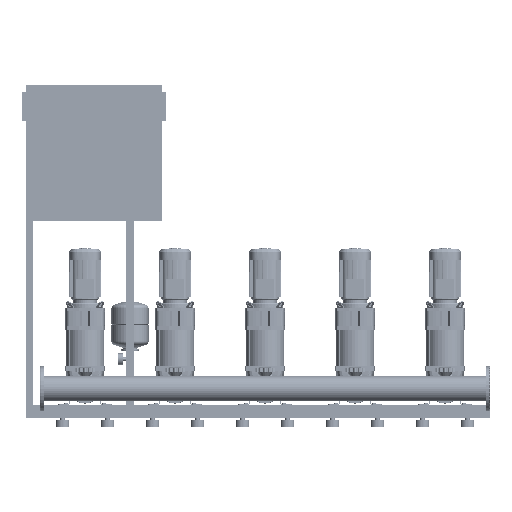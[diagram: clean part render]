
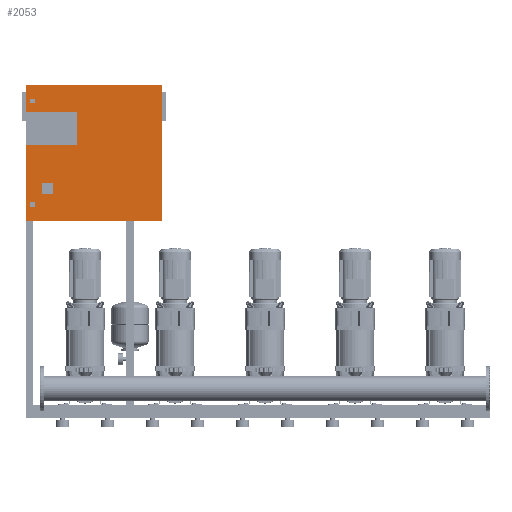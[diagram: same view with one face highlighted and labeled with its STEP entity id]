
A CAD part, front view. The second image highlights one B-rep face of the part: STEP entity #2053.
In plain terms, the highlighted planar face has unit normal (0, -1, 0).
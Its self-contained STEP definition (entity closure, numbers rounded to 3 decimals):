
#730=CARTESIAN_POINT('',(680.0,-80.0,1905.0));
#731=VERTEX_POINT('',#730);
#738=CARTESIAN_POINT('',(680.0,-80.,1145.0));
#739=VERTEX_POINT('',#738);
#740=CARTESIAN_POINT('',(680.0,-80.0,1905.0));
#741=DIRECTION('',(0.0,0.0,-1.0));
#742=VECTOR('',#741,760.0);
#743=LINE('',#740,#742);
#744=EDGE_CURVE('',#731,#739,#743,.T.);
#921=CARTESIAN_POINT('',(-30.,-80.,1825.0));
#922=VERTEX_POINT('',#921);
#929=CARTESIAN_POINT('',(-55.,-80.,1825.0));
#930=VERTEX_POINT('',#929);
#931=CARTESIAN_POINT('',(-55.,-80.,1825.0));
#932=DIRECTION('',(1.0,0.0,0.0));
#933=VECTOR('',#932,25.0);
#934=LINE('',#931,#933);
#935=EDGE_CURVE('',#930,#922,#934,.T.);
#953=CARTESIAN_POINT('',(-55.0,-80.,1800.0));
#954=VERTEX_POINT('',#953);
#955=CARTESIAN_POINT('',(-55.0,-80.,1800.0));
#956=DIRECTION('',(0.0,0.0,1.0));
#957=VECTOR('',#956,25.0);
#958=LINE('',#955,#957);
#959=EDGE_CURVE('',#954,#930,#958,.T.);
#977=CARTESIAN_POINT('',(-30.,-80.,1800.0));
#978=VERTEX_POINT('',#977);
#979=CARTESIAN_POINT('',(-30.,-80.,1800.0));
#980=DIRECTION('',(-1.0,0.0,0.0));
#981=VECTOR('',#980,25.);
#982=LINE('',#979,#981);
#983=EDGE_CURVE('',#978,#954,#982,.T.);
#1001=CARTESIAN_POINT('',(-30.,-80.,1825.0));
#1002=DIRECTION('',(0.0,0.0,-1.0));
#1003=VECTOR('',#1002,25.0);
#1004=LINE('',#1001,#1003);
#1005=EDGE_CURVE('',#922,#978,#1004,.T.);
#1026=CARTESIAN_POINT('',(-30.,-80.,1225.0));
#1027=VERTEX_POINT('',#1026);
#1034=CARTESIAN_POINT('',(-30.,-80.,1250.0));
#1035=VERTEX_POINT('',#1034);
#1036=CARTESIAN_POINT('',(-30.,-80.,1250.0));
#1037=DIRECTION('',(0.0,0.0,-1.0));
#1038=VECTOR('',#1037,25.0);
#1039=LINE('',#1036,#1038);
#1040=EDGE_CURVE('',#1035,#1027,#1039,.T.);
#1064=CARTESIAN_POINT('',(-55.,-80.,1225.0));
#1065=VERTEX_POINT('',#1064);
#1072=CARTESIAN_POINT('',(-30.,-80.,1225.0));
#1073=DIRECTION('',(-1.0,0.0,0.0));
#1074=VECTOR('',#1073,25.);
#1075=LINE('',#1072,#1074);
#1076=EDGE_CURVE('',#1027,#1065,#1075,.T.);
#1095=CARTESIAN_POINT('',(-55.,-80.,1250.0));
#1096=VERTEX_POINT('',#1095);
#1103=CARTESIAN_POINT('',(-55.,-80.,1225.0));
#1104=DIRECTION('',(0.0,0.0,1.0));
#1105=VECTOR('',#1104,25.0);
#1106=LINE('',#1103,#1105);
#1107=EDGE_CURVE('',#1065,#1096,#1106,.T.);
#1125=CARTESIAN_POINT('',(-55.,-80.,1250.0));
#1126=DIRECTION('',(1.0,0.0,0.0));
#1127=VECTOR('',#1126,25.);
#1128=LINE('',#1125,#1127);
#1129=EDGE_CURVE('',#1096,#1035,#1128,.T.);
#1394=CARTESIAN_POINT('',(-78.0,-80.,1755.0));
#1395=VERTEX_POINT('',#1394);
#1402=CARTESIAN_POINT('',(-78.0,-80.,1570.0));
#1403=VERTEX_POINT('',#1402);
#1404=CARTESIAN_POINT('',(-78.0,-80.,1570.0));
#1405=DIRECTION('',(0.0,0.0,1.0));
#1406=VECTOR('',#1405,185.0);
#1407=LINE('',#1404,#1406);
#1408=EDGE_CURVE('',#1403,#1395,#1407,.T.);
#1433=CARTESIAN_POINT('',(208.,-80.,1570.0));
#1434=VERTEX_POINT('',#1433);
#1435=CARTESIAN_POINT('',(208.,-80.,1570.0));
#1436=DIRECTION('',(-1.0,0.0,0.0));
#1437=VECTOR('',#1436,286.);
#1438=LINE('',#1435,#1437);
#1439=EDGE_CURVE('',#1434,#1403,#1438,.T.);
#1464=CARTESIAN_POINT('',(208.0,-80.,1755.0));
#1465=VERTEX_POINT('',#1464);
#1466=CARTESIAN_POINT('',(208.0,-80.,1755.0));
#1467=DIRECTION('',(0.0,0.0,-1.0));
#1468=VECTOR('',#1467,185.0);
#1469=LINE('',#1466,#1468);
#1470=EDGE_CURVE('',#1465,#1434,#1469,.T.);
#1493=CARTESIAN_POINT('',(-78.0,-80.,1755.0));
#1494=DIRECTION('',(1.0,0.0,0.0));
#1495=VECTOR('',#1494,286.0);
#1496=LINE('',#1493,#1495);
#1497=EDGE_CURVE('',#1395,#1465,#1496,.T.);
#1860=CARTESIAN_POINT('',(-80.,-80.,1145.0));
#1861=VERTEX_POINT('',#1860);
#1868=CARTESIAN_POINT('',(-80.,-80.0,1905.0));
#1869=VERTEX_POINT('',#1868);
#1870=CARTESIAN_POINT('',(-80.,-80.,1145.0));
#1871=DIRECTION('',(0.0,0.0,1.0));
#1872=VECTOR('',#1871,760.0);
#1873=LINE('',#1870,#1872);
#1874=EDGE_CURVE('',#1861,#1869,#1873,.T.);
#2007=CARTESIAN_POINT('',(680.0,-80.,1145.0));
#2008=DIRECTION('',(-1.0,0.0,0.0));
#2009=VECTOR('',#2008,760.);
#2010=LINE('',#2007,#2009);
#2011=EDGE_CURVE('',#739,#1861,#2010,.T.);
#2019=CARTESIAN_POINT('',(220.,-80.,1525.0));
#2020=DIRECTION('',(0.0,-1.0,0.0));
#2021=DIRECTION('',(1.0,0.0,0.0));
#2022=AXIS2_PLACEMENT_3D('',#2019,#2020,#2021);
#2023=PLANE('',#2022);
#2024=CARTESIAN_POINT('',(-80.,-80.0,1905.0));
#2025=DIRECTION('',(1.0,0.0,0.0));
#2026=VECTOR('',#2025,760.0);
#2027=LINE('',#2024,#2026);
#2028=EDGE_CURVE('',#1869,#731,#2027,.T.);
#2029=ORIENTED_EDGE('',*,*,#2028,.F.);
#2030=ORIENTED_EDGE('',*,*,#1874,.F.);
#2031=ORIENTED_EDGE('',*,*,#2011,.F.);
#2032=ORIENTED_EDGE('',*,*,#744,.F.);
#2033=EDGE_LOOP('',(#2029,#2030,#2031,#2032));
#2034=FACE_OUTER_BOUND('',#2033,.T.);
#2035=ORIENTED_EDGE('',*,*,#935,.T.);
#2036=ORIENTED_EDGE('',*,*,#1005,.T.);
#2037=ORIENTED_EDGE('',*,*,#983,.T.);
#2038=ORIENTED_EDGE('',*,*,#959,.T.);
#2039=EDGE_LOOP('',(#2035,#2036,#2037,#2038));
#2040=FACE_BOUND('',#2039,.T.);
#2041=ORIENTED_EDGE('',*,*,#1040,.T.);
#2042=ORIENTED_EDGE('',*,*,#1076,.T.);
#2043=ORIENTED_EDGE('',*,*,#1107,.T.);
#2044=ORIENTED_EDGE('',*,*,#1129,.T.);
#2045=EDGE_LOOP('',(#2041,#2042,#2043,#2044));
#2046=FACE_BOUND('',#2045,.T.);
#2047=ORIENTED_EDGE('',*,*,#1408,.T.);
#2048=ORIENTED_EDGE('',*,*,#1497,.T.);
#2049=ORIENTED_EDGE('',*,*,#1470,.T.);
#2050=ORIENTED_EDGE('',*,*,#1439,.T.);
#2051=EDGE_LOOP('',(#2047,#2048,#2049,#2050));
#2052=FACE_BOUND('',#2051,.T.);
#2053=ADVANCED_FACE('',(#2034,#2040,#2046,#2052),#2023,.T.);
